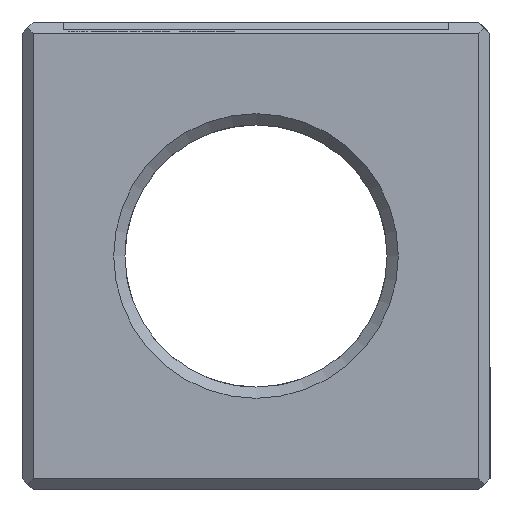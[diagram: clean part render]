
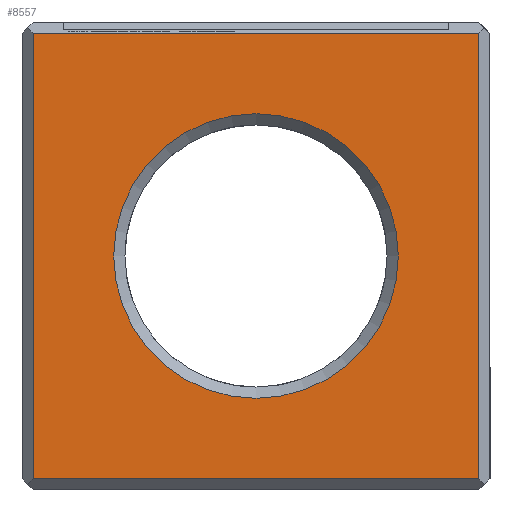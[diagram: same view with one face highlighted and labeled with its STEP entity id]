
A CAD part, left-side view. The second image highlights one B-rep face of the part: STEP entity #8557.
In plain terms, the highlighted planar face has unit normal (-1, 0, 0).
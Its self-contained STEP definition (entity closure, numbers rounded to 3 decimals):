
#72 = PLANE('',#73);
#73 = AXIS2_PLACEMENT_3D('',#74,#75,#76);
#74 = CARTESIAN_POINT('',(0.,0.,0.3));
#75 = DIRECTION('',(-0.707,0.,-0.707)
  );
#76 = DIRECTION('',(0.707,0.,-0.707));
#1867 = PLANE('',#1868);
#1868 = AXIS2_PLACEMENT_3D('',#1869,#1870,#1871);
#1869 = CARTESIAN_POINT('',(0.3,12.5,0.));
#1870 = DIRECTION('',(0.707,-0.707,0.));
#1871 = DIRECTION('',(-0.707,-0.707,0.));
#2098 = PLANE('',#2099);
#2099 = AXIS2_PLACEMENT_3D('',#2100,#2101,#2102);
#2100 = CARTESIAN_POINT('',(0.3,0.,0.));
#2101 = DIRECTION('',(-0.707,-0.707,0.));
#2102 = DIRECTION('',(-0.707,0.707,0.));
#2166 = VERTEX_POINT('',#2167);
#2167 = CARTESIAN_POINT('',(0.,0.3,0.3));
#2188 = EDGE_CURVE('',#2166,#2189,#2191,.T.);
#2189 = VERTEX_POINT('',#2190);
#2190 = CARTESIAN_POINT('',(0.,12.2,0.3));
#2191 = SURFACE_CURVE('',#2192,(#2196,#2203),.PCURVE_S1.);
#2192 = LINE('',#2193,#2194);
#2193 = CARTESIAN_POINT('',(0.,0.,0.3));
#2194 = VECTOR('',#2195,1.);
#2195 = DIRECTION('',(0.,1.,0.));
#2196 = PCURVE('',#72,#2197);
#2197 = DEFINITIONAL_REPRESENTATION('',(#2198),#2202);
#2198 = LINE('',#2199,#2200);
#2199 = CARTESIAN_POINT('',(0.,0.));
#2200 = VECTOR('',#2201,1.);
#2201 = DIRECTION('',(0.,-1.));
#2202 = ( GEOMETRIC_REPRESENTATION_CONTEXT(2) 
PARAMETRIC_REPRESENTATION_CONTEXT() REPRESENTATION_CONTEXT('2D SPACE',''
  ) );
#2203 = PCURVE('',#2204,#2209);
#2204 = PLANE('',#2205);
#2205 = AXIS2_PLACEMENT_3D('',#2206,#2207,#2208);
#2206 = CARTESIAN_POINT('',(0.,12.5,0.));
#2207 = DIRECTION('',(1.,0.,0.));
#2208 = DIRECTION('',(0.,-1.,0.));
#2209 = DEFINITIONAL_REPRESENTATION('',(#2210),#2214);
#2210 = LINE('',#2211,#2212);
#2211 = CARTESIAN_POINT('',(12.5,-0.3));
#2212 = VECTOR('',#2213,1.);
#2213 = DIRECTION('',(-1.,0.));
#2214 = ( GEOMETRIC_REPRESENTATION_CONTEXT(2) 
PARAMETRIC_REPRESENTATION_CONTEXT() REPRESENTATION_CONTEXT('2D SPACE',''
  ) );
#6549 = VERTEX_POINT('',#6550);
#6550 = CARTESIAN_POINT('',(0.,12.2,12.2));
#6564 = PLANE('',#6565);
#6565 = AXIS2_PLACEMENT_3D('',#6566,#6567,#6568);
#6566 = CARTESIAN_POINT('',(0.3,0.,12.5));
#6567 = DIRECTION('',(-0.707,0.,0.707
    ));
#6568 = DIRECTION('',(-0.707,0.,-0.707
    ));
#6576 = EDGE_CURVE('',#2189,#6549,#6577,.T.);
#6577 = SURFACE_CURVE('',#6578,(#6582,#6589),.PCURVE_S1.);
#6578 = LINE('',#6579,#6580);
#6579 = CARTESIAN_POINT('',(0.,12.2,0.));
#6580 = VECTOR('',#6581,1.);
#6581 = DIRECTION('',(0.,0.,1.));
#6582 = PCURVE('',#1867,#6583);
#6583 = DEFINITIONAL_REPRESENTATION('',(#6584),#6588);
#6584 = LINE('',#6585,#6586);
#6585 = CARTESIAN_POINT('',(0.424,-0.));
#6586 = VECTOR('',#6587,1.);
#6587 = DIRECTION('',(0.,-1.));
#6588 = ( GEOMETRIC_REPRESENTATION_CONTEXT(2) 
PARAMETRIC_REPRESENTATION_CONTEXT() REPRESENTATION_CONTEXT('2D SPACE',''
  ) );
#6589 = PCURVE('',#2204,#6590);
#6590 = DEFINITIONAL_REPRESENTATION('',(#6591),#6595);
#6591 = LINE('',#6592,#6593);
#6592 = CARTESIAN_POINT('',(0.3,0.));
#6593 = VECTOR('',#6594,1.);
#6594 = DIRECTION('',(0.,-1.));
#6595 = ( GEOMETRIC_REPRESENTATION_CONTEXT(2) 
PARAMETRIC_REPRESENTATION_CONTEXT() REPRESENTATION_CONTEXT('2D SPACE',''
  ) );
#8514 = VERTEX_POINT('',#8515);
#8515 = CARTESIAN_POINT('',(0.,0.3,12.2));
#8536 = EDGE_CURVE('',#2166,#8514,#8537,.T.);
#8537 = SURFACE_CURVE('',#8538,(#8542,#8549),.PCURVE_S1.);
#8538 = LINE('',#8539,#8540);
#8539 = CARTESIAN_POINT('',(0.,0.3,0.));
#8540 = VECTOR('',#8541,1.);
#8541 = DIRECTION('',(0.,0.,1.));
#8542 = PCURVE('',#2098,#8543);
#8543 = DEFINITIONAL_REPRESENTATION('',(#8544),#8548);
#8544 = LINE('',#8545,#8546);
#8545 = CARTESIAN_POINT('',(0.424,0.));
#8546 = VECTOR('',#8547,1.);
#8547 = DIRECTION('',(0.,-1.));
#8548 = ( GEOMETRIC_REPRESENTATION_CONTEXT(2) 
PARAMETRIC_REPRESENTATION_CONTEXT() REPRESENTATION_CONTEXT('2D SPACE',''
  ) );
#8549 = PCURVE('',#2204,#8550);
#8550 = DEFINITIONAL_REPRESENTATION('',(#8551),#8555);
#8551 = LINE('',#8552,#8553);
#8552 = CARTESIAN_POINT('',(12.2,0.));
#8553 = VECTOR('',#8554,1.);
#8554 = DIRECTION('',(0.,-1.));
#8555 = ( GEOMETRIC_REPRESENTATION_CONTEXT(2) 
PARAMETRIC_REPRESENTATION_CONTEXT() REPRESENTATION_CONTEXT('2D SPACE',''
  ) );
#8557 = ADVANCED_FACE('',(#8558,#8584),#2204,.F.);
#8558 = FACE_BOUND('',#8559,.F.);
#8559 = EDGE_LOOP('',(#8560,#8561,#8562,#8563));
#8560 = ORIENTED_EDGE('',*,*,#8536,.F.);
#8561 = ORIENTED_EDGE('',*,*,#2188,.T.);
#8562 = ORIENTED_EDGE('',*,*,#6576,.T.);
#8563 = ORIENTED_EDGE('',*,*,#8564,.F.);
#8564 = EDGE_CURVE('',#8514,#6549,#8565,.T.);
#8565 = SURFACE_CURVE('',#8566,(#8570,#8577),.PCURVE_S1.);
#8566 = LINE('',#8567,#8568);
#8567 = CARTESIAN_POINT('',(0.,0.,12.2));
#8568 = VECTOR('',#8569,1.);
#8569 = DIRECTION('',(0.,1.,0.));
#8570 = PCURVE('',#2204,#8571);
#8571 = DEFINITIONAL_REPRESENTATION('',(#8572),#8576);
#8572 = LINE('',#8573,#8574);
#8573 = CARTESIAN_POINT('',(12.5,-12.2));
#8574 = VECTOR('',#8575,1.);
#8575 = DIRECTION('',(-1.,0.));
#8576 = ( GEOMETRIC_REPRESENTATION_CONTEXT(2) 
PARAMETRIC_REPRESENTATION_CONTEXT() REPRESENTATION_CONTEXT('2D SPACE',''
  ) );
#8577 = PCURVE('',#6564,#8578);
#8578 = DEFINITIONAL_REPRESENTATION('',(#8579),#8583);
#8579 = LINE('',#8580,#8581);
#8580 = CARTESIAN_POINT('',(0.424,0.));
#8581 = VECTOR('',#8582,1.);
#8582 = DIRECTION('',(0.,-1.));
#8583 = ( GEOMETRIC_REPRESENTATION_CONTEXT(2) 
PARAMETRIC_REPRESENTATION_CONTEXT() REPRESENTATION_CONTEXT('2D SPACE',''
  ) );
#8584 = FACE_BOUND('',#8585,.F.);
#8585 = EDGE_LOOP('',(#8586));
#8586 = ORIENTED_EDGE('',*,*,#8587,.T.);
#8587 = EDGE_CURVE('',#8588,#8588,#8590,.T.);
#8588 = VERTEX_POINT('',#8589);
#8589 = CARTESIAN_POINT('',(0.,2.45,6.25));
#8590 = SURFACE_CURVE('',#8591,(#8596,#8607),.PCURVE_S1.);
#8591 = CIRCLE('',#8592,3.8);
#8592 = AXIS2_PLACEMENT_3D('',#8593,#8594,#8595);
#8593 = CARTESIAN_POINT('',(0.,6.25,6.25));
#8594 = DIRECTION('',(-1.,0.,0.));
#8595 = DIRECTION('',(0.,-1.,0.));
#8596 = PCURVE('',#2204,#8597);
#8597 = DEFINITIONAL_REPRESENTATION('',(#8598),#8606);
#8598 = ( BOUNDED_CURVE() B_SPLINE_CURVE(2,(#8599,#8600,#8601,#8602,
#8603,#8604,#8605),.UNSPECIFIED.,.T.,.F.) B_SPLINE_CURVE_WITH_KNOTS((1,2
    ,2,2,2,1),(-2.094,0.,2.094,4.189,
6.283,8.378),.UNSPECIFIED.) CURVE() 
GEOMETRIC_REPRESENTATION_ITEM() RATIONAL_B_SPLINE_CURVE((1.,0.5,1.,0.5,
1.,0.5,1.)) REPRESENTATION_ITEM('') );
#8599 = CARTESIAN_POINT('',(10.05,-6.25));
#8600 = CARTESIAN_POINT('',(10.05,-12.832));
#8601 = CARTESIAN_POINT('',(4.35,-9.541));
#8602 = CARTESIAN_POINT('',(-1.35,-6.25));
#8603 = CARTESIAN_POINT('',(4.35,-2.959));
#8604 = CARTESIAN_POINT('',(10.05,0.332));
#8605 = CARTESIAN_POINT('',(10.05,-6.25));
#8606 = ( GEOMETRIC_REPRESENTATION_CONTEXT(2) 
PARAMETRIC_REPRESENTATION_CONTEXT() REPRESENTATION_CONTEXT('2D SPACE',''
  ) );
#8607 = PCURVE('',#8608,#8613);
#8608 = CONICAL_SURFACE('',#8609,3.5,0.785);
#8609 = AXIS2_PLACEMENT_3D('',#8610,#8611,#8612);
#8610 = CARTESIAN_POINT('',(0.3,6.25,6.25));
#8611 = DIRECTION('',(-1.,-0.,-0.));
#8612 = DIRECTION('',(0.,-1.,0.));
#8613 = DEFINITIONAL_REPRESENTATION('',(#8614),#8618);
#8614 = LINE('',#8615,#8616);
#8615 = CARTESIAN_POINT('',(-0.,0.3));
#8616 = VECTOR('',#8617,1.);
#8617 = DIRECTION('',(1.,-0.));
#8618 = ( GEOMETRIC_REPRESENTATION_CONTEXT(2) 
PARAMETRIC_REPRESENTATION_CONTEXT() REPRESENTATION_CONTEXT('2D SPACE',''
  ) );
